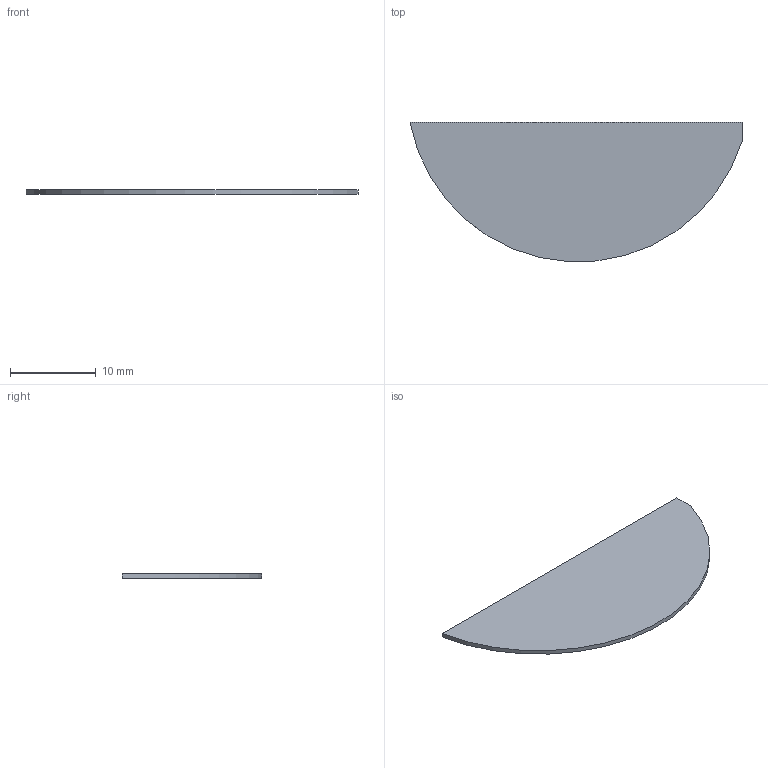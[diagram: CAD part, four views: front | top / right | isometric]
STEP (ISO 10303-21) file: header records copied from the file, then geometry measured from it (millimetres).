
FILE_DESCRIPTION(/* description */ (''),/* implementation_level */ '2;1');
FILE_NAME(/* name */ '1562141454120.stp',/* time_stamp */ '2019-07-03T10:10:56+02:00',/* author */ (''),/* organization */ ('SMS'),/* preprocessor_version */ 'ST-DEVELOPER v15',/* originating_system */ 'SIEMENS PLM Software NX 8.5',/* authorisation */ '');
FILE_SCHEMA (('AUTOMOTIVE_DESIGN { 1 0 10303 214 3 1 1 1 }'));
Length unit declared in the file: millimetre
Products named in the file (1): 202369368mod000_00
Bounding box: 38.75 x 16.27 x 0.5 mm (x, y, z)
Volume: 240.2 mm3; surface area: 1008 mm2
Topology: 1 solids, 1 shells, 5 faces, 9 edges, 9 vertices
Faces by surface type: plane 4, cylinder 1
Entity records: 194 total; most frequent: DIRECTION 29, CARTESIAN_POINT 27, ORIENTED_EDGE 18, AXIS2_PLACEMENT_3D 11, EDGE_CURVE 9, LINE 7, VECTOR 7, STYLED_ITEM 7
